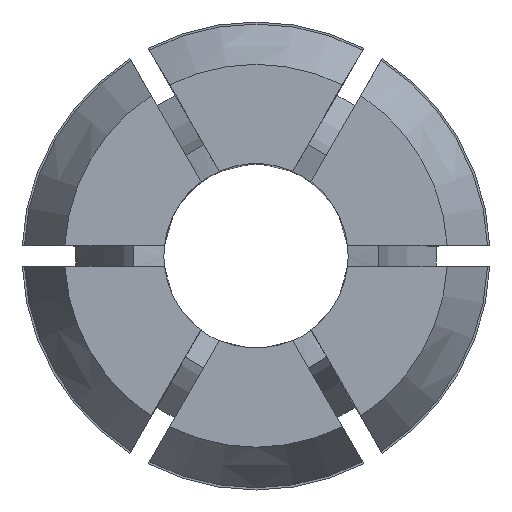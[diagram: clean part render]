
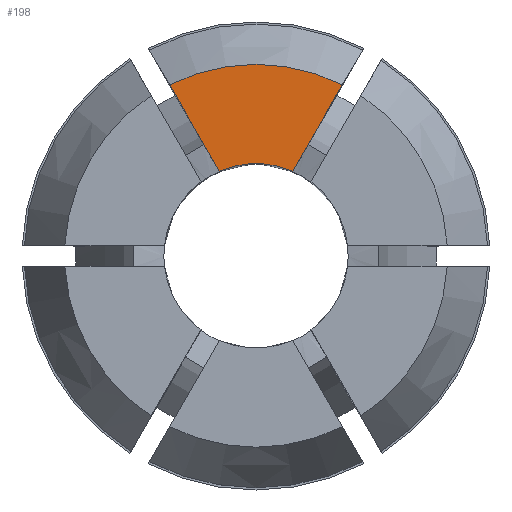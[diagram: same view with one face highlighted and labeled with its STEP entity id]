
A CAD part, top view. The second image highlights one B-rep face of the part: STEP entity #198.
In plain terms, the highlighted planar face has unit normal (0, 0, 1).
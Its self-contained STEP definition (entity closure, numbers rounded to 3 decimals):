
#1 = DIRECTION ( 'NONE',  ( 0.5, -0.866, 0. ) ) ;
#105 = CARTESIAN_POINT ( 'NONE',  ( 5.196, 10.5, 40. ) ) ;
#110 = VERTEX_POINT ( 'NONE', #2561 ) ;
#198 = ADVANCED_FACE ( 'NONE', ( #3311 ), #1360, .T. ) ;
#221 = LINE ( 'NONE', #105, #2636 ) ;
#304 = DIRECTION ( 'NONE',  ( 0., 0., -1. ) ) ;
#359 = CARTESIAN_POINT ( 'NONE',  ( -2.579, 5.967, 40. ) ) ;
#538 = CARTESIAN_POINT ( 'NONE',  ( 0., 0., 40. ) ) ;
#725 = EDGE_CURVE ( 'NONE', #2729, #2011, #1617, .T. ) ;
#856 = EDGE_CURVE ( 'NONE', #110, #1112, #221, .T. ) ;
#906 = ORIENTED_EDGE ( 'NONE', *, *, #2634, .F. ) ;
#1079 = DIRECTION ( 'NONE',  ( 1., 0., 0. ) ) ;
#1112 = VERTEX_POINT ( 'NONE', #3323 ) ;
#1219 = ORIENTED_EDGE ( 'NONE', *, *, #2346, .F. ) ;
#1267 = ORIENTED_EDGE ( 'NONE', *, *, #856, .F. ) ;
#1360 = PLANE ( 'NONE',  #3153 ) ;
#1377 = DIRECTION ( 'NONE',  ( 0., 0., 1. ) ) ;
#1475 = CIRCLE ( 'NONE', #2713, 6.5 ) ;
#1617 = LINE ( 'NONE', #1808, #1824 ) ;
#1652 = CARTESIAN_POINT ( 'NONE',  ( -6.09, 12.048, 40. ) ) ;
#1808 = CARTESIAN_POINT ( 'NONE',  ( -5.196, 10.5, 40. ) ) ;
#1824 = VECTOR ( 'NONE', #1, 1000. ) ;
#2011 = VERTEX_POINT ( 'NONE', #359 ) ;
#2138 = CARTESIAN_POINT ( 'NONE',  ( 0., 13.499, 40. ) ) ;
#2148 = DIRECTION ( 'NONE',  ( -1., 0., 0. ) ) ;
#2158 = DIRECTION ( 'NONE',  ( 1., 0., 0. ) ) ;
#2202 = DIRECTION ( 'NONE',  ( -0.5, -0.866, 0. ) ) ;
#2346 = EDGE_CURVE ( 'NONE', #2729, #110, #3215, .T. ) ;
#2462 = EDGE_LOOP ( 'NONE', ( #1219, #3178, #906, #1267 ) ) ;
#2561 = CARTESIAN_POINT ( 'NONE',  ( 6.09, 12.048, 40. ) ) ;
#2634 = EDGE_CURVE ( 'NONE', #1112, #2011, #1475, .T. ) ;
#2636 = VECTOR ( 'NONE', #2202, 1000. ) ;
#2661 = CARTESIAN_POINT ( 'NONE',  ( 0., 0., 40. ) ) ;
#2713 = AXIS2_PLACEMENT_3D ( 'NONE', #538, #3191, #2158 ) ;
#2729 = VERTEX_POINT ( 'NONE', #1652 ) ;
#2851 = AXIS2_PLACEMENT_3D ( 'NONE', #2661, #304, #2148 ) ;
#3153 = AXIS2_PLACEMENT_3D ( 'NONE', #2138, #1377, #1079 ) ;
#3178 = ORIENTED_EDGE ( 'NONE', *, *, #725, .T. ) ;
#3191 = DIRECTION ( 'NONE',  ( 0., 0., 1. ) ) ;
#3215 = CIRCLE ( 'NONE', #2851, 13.499 ) ;
#3311 = FACE_OUTER_BOUND ( 'NONE', #2462, .T. ) ;
#3323 = CARTESIAN_POINT ( 'NONE',  ( 2.579, 5.967, 40. ) ) ;
